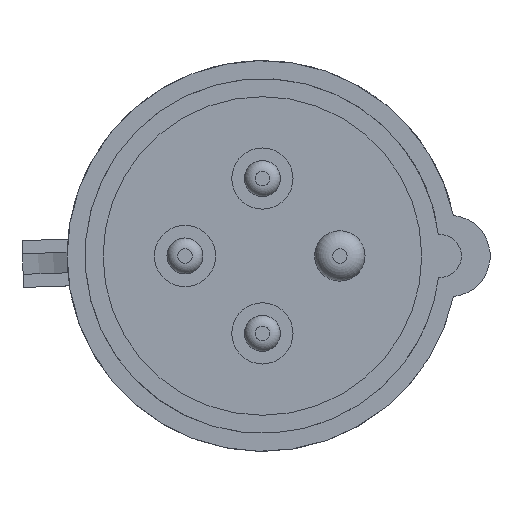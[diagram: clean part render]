
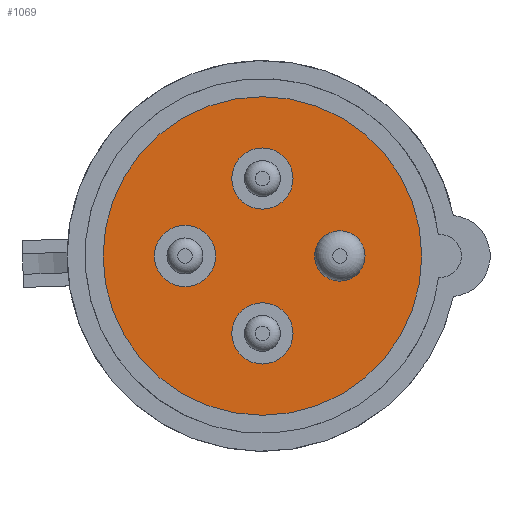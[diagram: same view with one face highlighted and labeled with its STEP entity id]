
A CAD part, front view. The second image highlights one B-rep face of the part: STEP entity #1069.
In plain terms, the highlighted face is planar.
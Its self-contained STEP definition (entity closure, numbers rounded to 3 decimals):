
#72 = CARTESIAN_POINT ( 'NONE',  ( 0., 5., -6.5 ) ) ;
#77 = CARTESIAN_POINT ( 'NONE',  ( 10.75, 5., 0. ) ) ;
#114 = CARTESIAN_POINT ( 'NONE',  ( 0., 5., 22.125 ) ) ;
#124 = EDGE_LOOP ( 'NONE', ( #500 ) ) ;
#146 = CIRCLE ( 'NONE', #1873, 4.25 ) ;
#166 = CARTESIAN_POINT ( 'NONE',  ( 0., 5., 10.75 ) ) ;
#204 = FACE_BOUND ( 'NONE', #1940, .T. ) ;
#245 = CARTESIAN_POINT ( 'NONE',  ( -10.75, 5., 3.5 ) ) ;
#269 = CIRCLE ( 'NONE', #1598, 4.25 ) ;
#327 = EDGE_LOOP ( 'NONE', ( #594 ) ) ;
#378 = DIRECTION ( 'NONE',  ( 0., 0., 1. ) ) ;
#389 = CIRCLE ( 'NONE', #908, 3.5 ) ;
#445 = DIRECTION ( 'NONE',  ( 0., 0., 1. ) ) ;
#456 = ORIENTED_EDGE ( 'NONE', *, *, #1285, .F. ) ;
#466 = VERTEX_POINT ( 'NONE', #72 ) ;
#479 = VERTEX_POINT ( 'NONE', #863 ) ;
#500 = ORIENTED_EDGE ( 'NONE', *, *, #2250, .F. ) ;
#546 = DIRECTION ( 'NONE',  ( 0., 1., 0. ) ) ;
#594 = ORIENTED_EDGE ( 'NONE', *, *, #2220, .F. ) ;
#595 = DIRECTION ( 'NONE',  ( 0., 0., 1. ) ) ;
#668 = VERTEX_POINT ( 'NONE', #114 ) ;
#696 = DIRECTION ( 'NONE',  ( 0., 1., 0. ) ) ;
#781 = FACE_BOUND ( 'NONE', #327, .T. ) ;
#837 = VERTEX_POINT ( 'NONE', #245 ) ;
#860 = CIRCLE ( 'NONE', #1183, 4.25 ) ;
#863 = CARTESIAN_POINT ( 'NONE',  ( 0., 5., 6.5 ) ) ;
#864 = ORIENTED_EDGE ( 'NONE', *, *, #2112, .F. ) ;
#908 = AXIS2_PLACEMENT_3D ( 'NONE', #1822, #696, #2043 ) ;
#960 = CARTESIAN_POINT ( 'NONE',  ( 0., 5., -10.75 ) ) ;
#971 = FACE_OUTER_BOUND ( 'NONE', #1693, .T. ) ;
#985 = EDGE_CURVE ( 'NONE', #466, #466, #269, .T. ) ;
#1069 = ADVANCED_FACE ( 'NONE', ( #1917, #1930, #781, #204, #971 ), #1707, .T. ) ;
#1183 = AXIS2_PLACEMENT_3D ( 'NONE', #166, #1903, #2011 ) ;
#1184 = DIRECTION ( 'NONE',  ( 0., 0., 1. ) ) ;
#1285 = EDGE_CURVE ( 'NONE', #837, #837, #389, .T. ) ;
#1307 = AXIS2_PLACEMENT_3D ( 'NONE', #1551, #2327, #595 ) ;
#1341 = CIRCLE ( 'NONE', #2319, 22.125 ) ;
#1431 = VERTEX_POINT ( 'NONE', #2201 ) ;
#1551 = CARTESIAN_POINT ( 'NONE',  ( 0., 5., 0. ) ) ;
#1598 = AXIS2_PLACEMENT_3D ( 'NONE', #960, #546, #378 ) ;
#1693 = EDGE_LOOP ( 'NONE', ( #864 ) ) ;
#1707 = PLANE ( 'NONE',  #1307 ) ;
#1795 = CARTESIAN_POINT ( 'NONE',  ( 0., 5., 0. ) ) ;
#1822 = CARTESIAN_POINT ( 'NONE',  ( -10.75, 5., 0. ) ) ;
#1873 = AXIS2_PLACEMENT_3D ( 'NONE', #77, #2156, #1184 ) ;
#1897 = EDGE_LOOP ( 'NONE', ( #456 ) ) ;
#1903 = DIRECTION ( 'NONE',  ( 0., 1., 0. ) ) ;
#1917 = FACE_BOUND ( 'NONE', #1897, .T. ) ;
#1930 = FACE_BOUND ( 'NONE', #124, .T. ) ;
#1940 = EDGE_LOOP ( 'NONE', ( #1997 ) ) ;
#1943 = DIRECTION ( 'NONE',  ( 0., -1., 0. ) ) ;
#1997 = ORIENTED_EDGE ( 'NONE', *, *, #985, .F. ) ;
#2011 = DIRECTION ( 'NONE',  ( 0., 0., -1. ) ) ;
#2043 = DIRECTION ( 'NONE',  ( 0., 0., 1. ) ) ;
#2112 = EDGE_CURVE ( 'NONE', #668, #668, #1341, .T. ) ;
#2156 = DIRECTION ( 'NONE',  ( 0., 1., 0. ) ) ;
#2201 = CARTESIAN_POINT ( 'NONE',  ( 10.75, 5., 4.25 ) ) ;
#2220 = EDGE_CURVE ( 'NONE', #1431, #1431, #146, .T. ) ;
#2250 = EDGE_CURVE ( 'NONE', #479, #479, #860, .T. ) ;
#2319 = AXIS2_PLACEMENT_3D ( 'NONE', #1795, #1943, #445 ) ;
#2327 = DIRECTION ( 'NONE',  ( 0., 1., 0. ) ) ;
